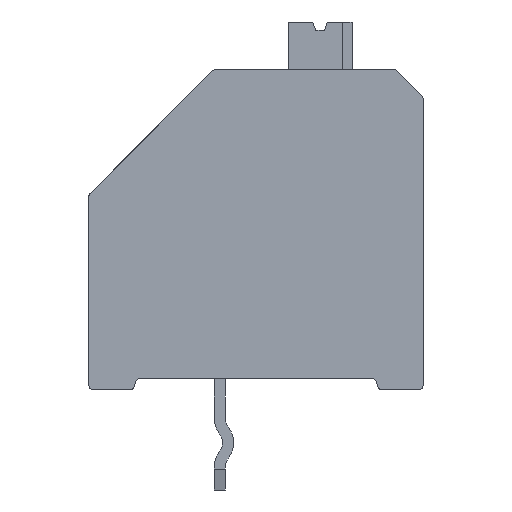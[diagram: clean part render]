
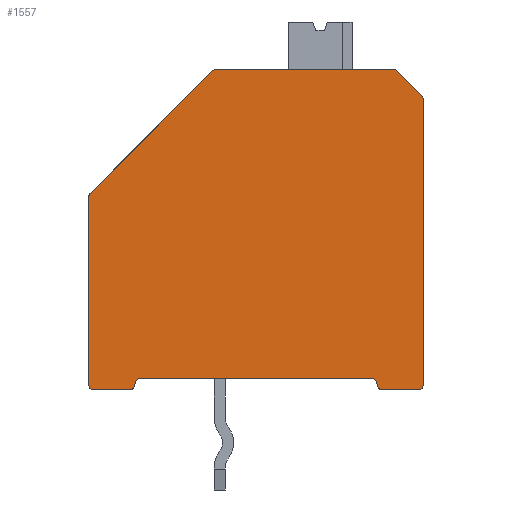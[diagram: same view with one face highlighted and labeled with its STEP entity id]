
A CAD part, front view. The second image highlights one B-rep face of the part: STEP entity #1557.
In plain terms, the highlighted planar face has unit normal (0, -1, 0).
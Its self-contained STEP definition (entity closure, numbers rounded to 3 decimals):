
#1557 = ADVANCED_FACE( '', ( #3165 ), #3166, .F. );
#3165 = FACE_OUTER_BOUND( '', #4879, .T. );
#3166 = PLANE( '', #4880 );
#4879 = EDGE_LOOP( '', ( #9233, #9234, #9235, #9236, #9237, #9238, #9239, #9240, #9241, #9242, #9243, #9244, #9245, #9246, #9247, #9248, #9249, #9250, #9251, #9252 ) );
#4880 = AXIS2_PLACEMENT_3D( '', #9253, #9254, #9255 );
#9233 = ORIENTED_EDGE( '', *, *, #12083, .F. );
#9234 = ORIENTED_EDGE( '', *, *, #12270, .F. );
#9235 = ORIENTED_EDGE( '', *, *, #10877, .F. );
#9236 = ORIENTED_EDGE( '', *, *, #12359, .F. );
#9237 = ORIENTED_EDGE( '', *, *, #12515, .F. );
#9238 = ORIENTED_EDGE( '', *, *, #11417, .F. );
#9239 = ORIENTED_EDGE( '', *, *, #11776, .F. );
#9240 = ORIENTED_EDGE( '', *, *, #11238, .F. );
#9241 = ORIENTED_EDGE( '', *, *, #11868, .F. );
#9242 = ORIENTED_EDGE( '', *, *, #12516, .F. );
#9243 = ORIENTED_EDGE( '', *, *, #11227, .F. );
#9244 = ORIENTED_EDGE( '', *, *, #11167, .F. );
#9245 = ORIENTED_EDGE( '', *, *, #12517, .F. );
#9246 = ORIENTED_EDGE( '', *, *, #12337, .F. );
#9247 = ORIENTED_EDGE( '', *, *, #12518, .F. );
#9248 = ORIENTED_EDGE( '', *, *, #12391, .F. );
#9249 = ORIENTED_EDGE( '', *, *, #12411, .F. );
#9250 = ORIENTED_EDGE( '', *, *, #12519, .F. );
#9251 = ORIENTED_EDGE( '', *, *, #11969, .F. );
#9252 = ORIENTED_EDGE( '', *, *, #12520, .F. );
#9253 = CARTESIAN_POINT( '', ( 0.17, -24.92, 6.76 ) );
#9254 = DIRECTION( '', ( 0., 1., 0. ) );
#9255 = DIRECTION( '', ( 0., 0., 1. ) );
#10877 = EDGE_CURVE( '', #13143, #13145, #13146, .T. );
#11167 = EDGE_CURVE( '', #13653, #13655, #13656, .T. );
#11227 = EDGE_CURVE( '', #13655, #13759, #13760, .T. );
#11238 = EDGE_CURVE( '', #13776, #13771, #13778, .T. );
#11417 = EDGE_CURVE( '', #14068, #14071, #14072, .T. );
#11776 = EDGE_CURVE( '', #13771, #14068, #14639, .T. );
#11868 = EDGE_CURVE( '', #14776, #13776, #14778, .T. );
#11969 = EDGE_CURVE( '', #14920, #14922, #14923, .T. );
#12083 = EDGE_CURVE( '', #15074, #15076, #15077, .T. );
#12270 = EDGE_CURVE( '', #13145, #15074, #15333, .T. );
#12337 = EDGE_CURVE( '', #15416, #15419, #15420, .T. );
#12359 = EDGE_CURVE( '', #15448, #13143, #15451, .T. );
#12391 = EDGE_CURVE( '', #15485, #15487, #15488, .T. );
#12411 = EDGE_CURVE( '', #15511, #15485, #15513, .T. );
#12515 = EDGE_CURVE( '', #14071, #15448, #15633, .T. );
#12516 = EDGE_CURVE( '', #13759, #14776, #15634, .T. );
#12517 = EDGE_CURVE( '', #15419, #13653, #15635, .T. );
#12518 = EDGE_CURVE( '', #15487, #15416, #15636, .T. );
#12519 = EDGE_CURVE( '', #14922, #15511, #15637, .T. );
#12520 = EDGE_CURVE( '', #15076, #14920, #15638, .T. );
#13143 = VERTEX_POINT( '', #16411 );
#13145 = VERTEX_POINT( '', #16414 );
#13146 = CIRCLE( '', #16415, 0.17 );
#13653 = VERTEX_POINT( '', #17104 );
#13655 = VERTEX_POINT( '', #17107 );
#13656 = LINE( '', #17108, #17109 );
#13759 = VERTEX_POINT( '', #17251 );
#13760 = CIRCLE( '', #17252, 0.17 );
#13771 = VERTEX_POINT( '', #17267 );
#13776 = VERTEX_POINT( '', #17274 );
#13778 = LINE( '', #17277, #17278 );
#14068 = VERTEX_POINT( '', #17688 );
#14071 = VERTEX_POINT( '', #17692 );
#14072 = LINE( '', #17693, #17694 );
#14639 = CIRCLE( '', #18523, 0.17 );
#14776 = VERTEX_POINT( '', #18728 );
#14778 = CIRCLE( '', #18731, 0.17 );
#14920 = VERTEX_POINT( '', #18920 );
#14922 = VERTEX_POINT( '', #18923 );
#14923 = CIRCLE( '', #18924, 0.17 );
#15074 = VERTEX_POINT( '', #19175 );
#15076 = VERTEX_POINT( '', #19178 );
#15077 = CIRCLE( '', #19179, 0.17 );
#15333 = LINE( '', #19534, #19535 );
#15416 = VERTEX_POINT( '', #19652 );
#15419 = VERTEX_POINT( '', #19656 );
#15420 = LINE( '', #19657, #19658 );
#15448 = VERTEX_POINT( '', #19697 );
#15451 = LINE( '', #19701, #19702 );
#15485 = VERTEX_POINT( '', #19753 );
#15487 = VERTEX_POINT( '', #19756 );
#15488 = LINE( '', #19757, #19758 );
#15511 = VERTEX_POINT( '', #19791 );
#15513 = CIRCLE( '', #19794, 0.17 );
#15633 = CIRCLE( '', #19967, 0.17 );
#15634 = LINE( '', #19968, #19969 );
#15635 = CIRCLE( '', #19970, 0.17 );
#15636 = CIRCLE( '', #19971, 0.17 );
#15637 = LINE( '', #19972, #19973 );
#15638 = LINE( '', #19974, #19975 );
#16411 = CARTESIAN_POINT( '', ( 0.17, -24.92, -0.17 ) );
#16414 = CARTESIAN_POINT( '', ( 0., -24.92, 0. ) );
#16415 = AXIS2_PLACEMENT_3D( '', #20597, #20598, #20599 );
#17104 = CARTESIAN_POINT( '', ( 11.83, -24.92, -0.17 ) );
#17107 = CARTESIAN_POINT( '', ( 10.53, -24.92, -0.17 ) );
#17108 = CARTESIAN_POINT( '', ( 11.83, -24.92, -0.17 ) );
#17109 = VECTOR( '', #20954, 1000. );
#17251 = CARTESIAN_POINT( '', ( 10.366, -24.92, -0.044 ) );
#17252 = AXIS2_PLACEMENT_3D( '', #21018, #21019, #21020 );
#17267 = CARTESIAN_POINT( '', ( 1.838, -24.92, 0.23 ) );
#17274 = CARTESIAN_POINT( '', ( 10.162, -24.92, 0.23 ) );
#17277 = CARTESIAN_POINT( '', ( 1.838, -24.92, 0.23 ) );
#17278 = VECTOR( '', #21031, 1000. );
#17688 = CARTESIAN_POINT( '', ( 1.673, -24.92, 0.104 ) );
#17692 = CARTESIAN_POINT( '', ( 1.634, -24.92, -0.044 ) );
#17693 = CARTESIAN_POINT( '', ( 1.634, -24.92, -0.044 ) );
#17694 = VECTOR( '', #21219, 1000. );
#18523 = AXIS2_PLACEMENT_3D( '', #21647, #21648, #21649 );
#18728 = CARTESIAN_POINT( '', ( 10.327, -24.92, 0.104 ) );
#18731 = AXIS2_PLACEMENT_3D( '', #21749, #21750, #21751 );
#18920 = CARTESIAN_POINT( '', ( 4.45, -24.92, 11.28 ) );
#18923 = CARTESIAN_POINT( '', ( 4.57, -24.92, 11.33 ) );
#18924 = AXIS2_PLACEMENT_3D( '', #21863, #21864, #21865 );
#19175 = CARTESIAN_POINT( '', ( 0., -24.92, 6.76 ) );
#19178 = CARTESIAN_POINT( '', ( 0.05, -24.92, 6.88 ) );
#19179 = AXIS2_PLACEMENT_3D( '', #21988, #21989, #21990 );
#19534 = CARTESIAN_POINT( '', ( 0., -24.92, 6.76 ) );
#19535 = VECTOR( '', #22186, 1000. );
#19652 = CARTESIAN_POINT( '', ( 12., -24.92, 10.26 ) );
#19656 = CARTESIAN_POINT( '', ( 12., -24.92, 0. ) );
#19657 = CARTESIAN_POINT( '', ( 12., -24.92, 0. ) );
#19658 = VECTOR( '', #22246, 1000. );
#19697 = CARTESIAN_POINT( '', ( 1.47, -24.92, -0.17 ) );
#19701 = CARTESIAN_POINT( '', ( 1.47, -24.92, -0.17 ) );
#19702 = VECTOR( '', #22265, 1000. );
#19753 = CARTESIAN_POINT( '', ( 11.05, -24.92, 11.28 ) );
#19756 = CARTESIAN_POINT( '', ( 11.95, -24.92, 10.38 ) );
#19757 = CARTESIAN_POINT( '', ( 11.05, -24.92, 11.28 ) );
#19758 = VECTOR( '', #22284, 1000. );
#19791 = CARTESIAN_POINT( '', ( 10.93, -24.92, 11.33 ) );
#19794 = AXIS2_PLACEMENT_3D( '', #22299, #22300, #22301 );
#19967 = AXIS2_PLACEMENT_3D( '', #22388, #22389, #22390 );
#19968 = CARTESIAN_POINT( '', ( 10.327, -24.92, 0.104 ) );
#19969 = VECTOR( '', #22391, 1000. );
#19970 = AXIS2_PLACEMENT_3D( '', #22392, #22393, #22394 );
#19971 = AXIS2_PLACEMENT_3D( '', #22395, #22396, #22397 );
#19972 = CARTESIAN_POINT( '', ( 4.57, -24.92, 11.33 ) );
#19973 = VECTOR( '', #22398, 1000. );
#19974 = CARTESIAN_POINT( '', ( 0.05, -24.92, 6.88 ) );
#19975 = VECTOR( '', #22399, 1000. );
#20597 = CARTESIAN_POINT( '', ( 0.17, -24.92, 0. ) );
#20598 = DIRECTION( '', ( 0., 1., 0. ) );
#20599 = DIRECTION( '', ( 1., 0., 0. ) );
#20954 = DIRECTION( '', ( -1., 0., 0. ) );
#21018 = CARTESIAN_POINT( '', ( 10.53, -24.92, 0. ) );
#21019 = DIRECTION( '', ( 0., 1., 0. ) );
#21020 = DIRECTION( '', ( 1., 0., 0. ) );
#21031 = DIRECTION( '', ( -1., 0., 0. ) );
#21219 = DIRECTION( '', ( -0.259, 0., -0.966 ) );
#21647 = CARTESIAN_POINT( '', ( 1.838, -24.92, 0.06 ) );
#21648 = DIRECTION( '', ( 0., -1., 0. ) );
#21649 = DIRECTION( '', ( 1., 0., 0. ) );
#21749 = CARTESIAN_POINT( '', ( 10.162, -24.92, 0.06 ) );
#21750 = DIRECTION( '', ( 0., -1., 0. ) );
#21751 = DIRECTION( '', ( 1., 0., 0. ) );
#21863 = CARTESIAN_POINT( '', ( 4.57, -24.92, 11.16 ) );
#21864 = DIRECTION( '', ( 0., 1., 0. ) );
#21865 = DIRECTION( '', ( 1., 0., 0. ) );
#21988 = CARTESIAN_POINT( '', ( 0.17, -24.92, 6.76 ) );
#21989 = DIRECTION( '', ( 0., 1., 0. ) );
#21990 = DIRECTION( '', ( 1., 0., 0. ) );
#22186 = DIRECTION( '', ( 0., 0., 1. ) );
#22246 = DIRECTION( '', ( 0., 0., -1. ) );
#22265 = DIRECTION( '', ( -1., 0., 0. ) );
#22284 = DIRECTION( '', ( 0.707, 0., -0.707 ) );
#22299 = CARTESIAN_POINT( '', ( 10.93, -24.92, 11.16 ) );
#22300 = DIRECTION( '', ( 0., 1., 0. ) );
#22301 = DIRECTION( '', ( 1., 0., 0. ) );
#22388 = CARTESIAN_POINT( '', ( 1.47, -24.92, 0. ) );
#22389 = DIRECTION( '', ( 0., 1., 0. ) );
#22390 = DIRECTION( '', ( 1., 0., 0. ) );
#22391 = DIRECTION( '', ( -0.259, 0., 0.966 ) );
#22392 = CARTESIAN_POINT( '', ( 11.83, -24.92, 0. ) );
#22393 = DIRECTION( '', ( 0., 1., 0. ) );
#22394 = DIRECTION( '', ( -1., 0., 0. ) );
#22395 = CARTESIAN_POINT( '', ( 11.83, -24.92, 10.26 ) );
#22396 = DIRECTION( '', ( 0., 1., 0. ) );
#22397 = DIRECTION( '', ( -1., 0., 0. ) );
#22398 = DIRECTION( '', ( 1., 0., 0. ) );
#22399 = DIRECTION( '', ( 0.707, 0., 0.707 ) );
